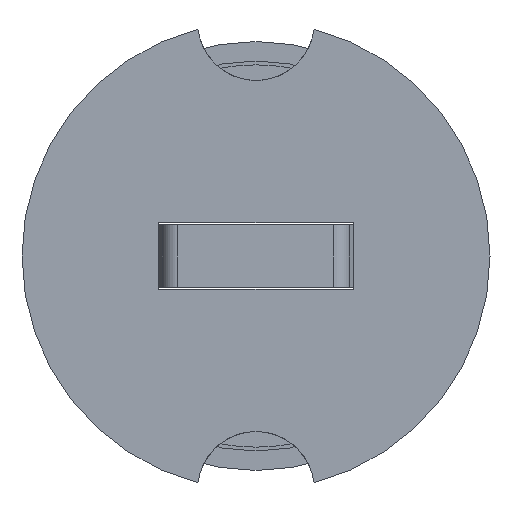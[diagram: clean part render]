
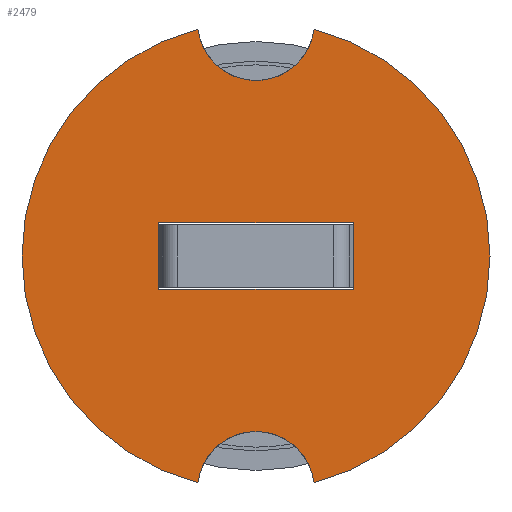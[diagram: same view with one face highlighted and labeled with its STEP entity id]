
A CAD part, left-side view. The second image highlights one B-rep face of the part: STEP entity #2479.
In plain terms, the highlighted planar face has unit normal (-1, 0, 0).
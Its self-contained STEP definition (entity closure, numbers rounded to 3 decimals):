
#3 = ORIENTED_EDGE ( 'NONE', *, *, #2011, .T. ) ;
#144 = CARTESIAN_POINT ( 'NONE',  ( 0., -1.25, 0.425 ) ) ;
#159 = ORIENTED_EDGE ( 'NONE', *, *, #2250, .T. ) ;
#171 = CARTESIAN_POINT ( 'NONE',  ( 0., 0., -3. ) ) ;
#202 = VERTEX_POINT ( 'NONE', #2324 ) ;
#203 = CARTESIAN_POINT ( 'NONE',  ( 0., 0., 0. ) ) ;
#256 = DIRECTION ( 'NONE',  ( 0., 0., 1. ) ) ;
#308 = CIRCLE ( 'NONE', #2289, 0.75 ) ;
#320 = CIRCLE ( 'NONE', #2434, 3. ) ;
#356 = EDGE_CURVE ( 'NONE', #780, #2616, #657, .T. ) ;
#388 = CARTESIAN_POINT ( 'NONE',  ( 0., 0., 0. ) ) ;
#416 = ORIENTED_EDGE ( 'NONE', *, *, #356, .T. ) ;
#454 = AXIS2_PLACEMENT_3D ( 'NONE', #203, #1293, #867 ) ;
#471 = CARTESIAN_POINT ( 'NONE',  ( 0., -1.25, 0.425 ) ) ;
#504 = CIRCLE ( 'NONE', #454, 3. ) ;
#552 = AXIS2_PLACEMENT_3D ( 'NONE', #388, #2117, #1679 ) ;
#657 = LINE ( 'NONE', #144, #2896 ) ;
#731 = EDGE_CURVE ( 'NONE', #2036, #202, #308, .T. ) ;
#758 = VERTEX_POINT ( 'NONE', #1562 ) ;
#773 = FACE_OUTER_BOUND ( 'NONE', #2229, .T. ) ;
#780 = VERTEX_POINT ( 'NONE', #471 ) ;
#795 = CARTESIAN_POINT ( 'NONE',  ( 0., -0.744, 2.906 ) ) ;
#798 = ORIENTED_EDGE ( 'NONE', *, *, #1198, .T. ) ;
#847 = EDGE_CURVE ( 'NONE', #2616, #758, #2068, .T. ) ;
#867 = DIRECTION ( 'NONE',  ( 0., 0., 1. ) ) ;
#974 = CIRCLE ( 'NONE', #2334, 0.75 ) ;
#978 = DIRECTION ( 'NONE',  ( 0., 1., 0. ) ) ;
#984 = FACE_BOUND ( 'NONE', #2853, .T. ) ;
#1093 = CARTESIAN_POINT ( 'NONE',  ( 0., 1.25, 0.425 ) ) ;
#1109 = CARTESIAN_POINT ( 'NONE',  ( 0., 0., 0. ) ) ;
#1135 = LINE ( 'NONE', #1093, #2159 ) ;
#1136 = DIRECTION ( 'NONE',  ( 1., 0., 0. ) ) ;
#1198 = EDGE_CURVE ( 'NONE', #1278, #2303, #974, .T. ) ;
#1278 = VERTEX_POINT ( 'NONE', #1699 ) ;
#1283 = PLANE ( 'NONE',  #552 ) ;
#1293 = DIRECTION ( 'NONE',  ( -1., 0., 0. ) ) ;
#1429 = CARTESIAN_POINT ( 'NONE',  ( 0., -0.744, -2.906 ) ) ;
#1461 = VECTOR ( 'NONE', #2812, 1000. ) ;
#1462 = ORIENTED_EDGE ( 'NONE', *, *, #731, .T. ) ;
#1523 = DIRECTION ( 'NONE',  ( -1., 0., 0. ) ) ;
#1562 = CARTESIAN_POINT ( 'NONE',  ( 0., 1.25, -0.425 ) ) ;
#1595 = CIRCLE ( 'NONE', #2107, 0.75 ) ;
#1603 = ORIENTED_EDGE ( 'NONE', *, *, #2141, .T. ) ;
#1679 = DIRECTION ( 'NONE',  ( 0., 1., 0. ) ) ;
#1699 = CARTESIAN_POINT ( 'NONE',  ( 0., 0.744, -2.906 ) ) ;
#1709 = LINE ( 'NONE', #1873, #1461 ) ;
#1761 = EDGE_CURVE ( 'NONE', #2770, #2036, #504, .T. ) ;
#1791 = ORIENTED_EDGE ( 'NONE', *, *, #847, .T. ) ;
#1847 = DIRECTION ( 'NONE',  ( 1., 0., 0. ) ) ;
#1873 = CARTESIAN_POINT ( 'NONE',  ( 0., 1.25, 0.425 ) ) ;
#1961 = VECTOR ( 'NONE', #978, 1000. ) ;
#1993 = CARTESIAN_POINT ( 'NONE',  ( 0., 1.25, 0.425 ) ) ;
#2007 = CARTESIAN_POINT ( 'NONE',  ( 0., -1.25, -0.425 ) ) ;
#2011 = EDGE_CURVE ( 'NONE', #2642, #780, #1709, .T. ) ;
#2036 = VERTEX_POINT ( 'NONE', #795 ) ;
#2039 = DIRECTION ( 'NONE',  ( 0., 0., -1. ) ) ;
#2068 = LINE ( 'NONE', #2330, #1961 ) ;
#2088 = CARTESIAN_POINT ( 'NONE',  ( 0., 0., -3. ) ) ;
#2107 = AXIS2_PLACEMENT_3D ( 'NONE', #171, #2854, #2178 ) ;
#2117 = DIRECTION ( 'NONE',  ( 1., 0., 0. ) ) ;
#2141 = EDGE_CURVE ( 'NONE', #2303, #2770, #1595, .T. ) ;
#2159 = VECTOR ( 'NONE', #2879, 1000. ) ;
#2170 = ORIENTED_EDGE ( 'NONE', *, *, #2590, .T. ) ;
#2178 = DIRECTION ( 'NONE',  ( 0., 0., -1. ) ) ;
#2229 = EDGE_LOOP ( 'NONE', ( #798, #1603, #2415, #1462, #159 ) ) ;
#2250 = EDGE_CURVE ( 'NONE', #202, #1278, #320, .T. ) ;
#2289 = AXIS2_PLACEMENT_3D ( 'NONE', #2880, #1136, #2039 ) ;
#2303 = VERTEX_POINT ( 'NONE', #2690 ) ;
#2324 = CARTESIAN_POINT ( 'NONE',  ( 0., 0.744, 2.906 ) ) ;
#2330 = CARTESIAN_POINT ( 'NONE',  ( 0., 1.25, -0.425 ) ) ;
#2334 = AXIS2_PLACEMENT_3D ( 'NONE', #2088, #1847, #2738 ) ;
#2415 = ORIENTED_EDGE ( 'NONE', *, *, #1761, .T. ) ;
#2434 = AXIS2_PLACEMENT_3D ( 'NONE', #1109, #1523, #256 ) ;
#2479 = ADVANCED_FACE ( 'NONE', ( #984, #773 ), #1283, .F. ) ;
#2590 = EDGE_CURVE ( 'NONE', #758, #2642, #1135, .T. ) ;
#2616 = VERTEX_POINT ( 'NONE', #2007 ) ;
#2642 = VERTEX_POINT ( 'NONE', #1993 ) ;
#2690 = CARTESIAN_POINT ( 'NONE',  ( 0., 0., -2.25 ) ) ;
#2738 = DIRECTION ( 'NONE',  ( 0., 0., -1. ) ) ;
#2770 = VERTEX_POINT ( 'NONE', #1429 ) ;
#2812 = DIRECTION ( 'NONE',  ( 0., -1., 0. ) ) ;
#2838 = DIRECTION ( 'NONE',  ( 0., 0., -1. ) ) ;
#2853 = EDGE_LOOP ( 'NONE', ( #3, #416, #1791, #2170 ) ) ;
#2854 = DIRECTION ( 'NONE',  ( 1., 0., 0. ) ) ;
#2879 = DIRECTION ( 'NONE',  ( 0., 0., 1. ) ) ;
#2880 = CARTESIAN_POINT ( 'NONE',  ( 0., 0., 3. ) ) ;
#2896 = VECTOR ( 'NONE', #2838, 1000. ) ;
